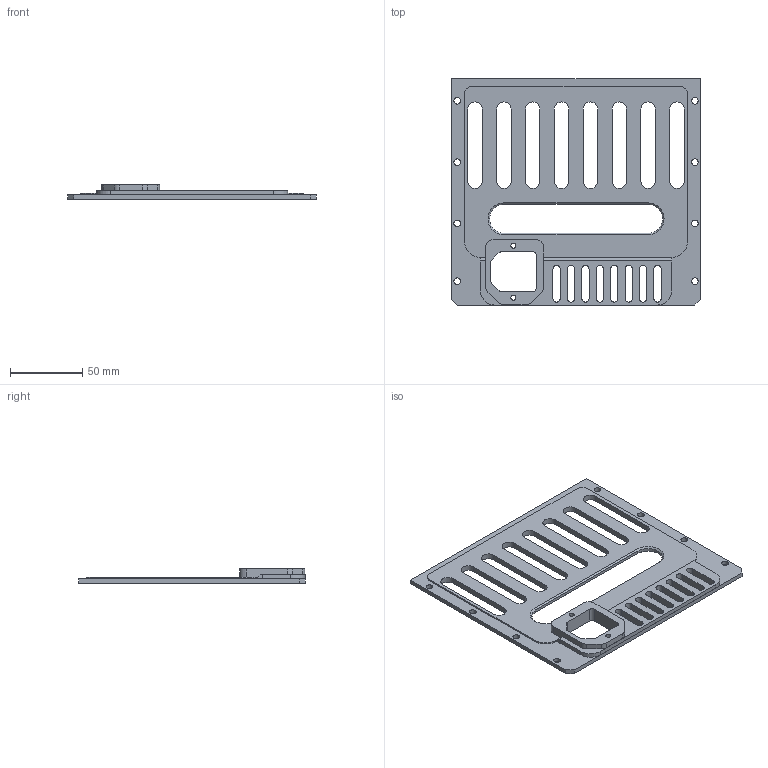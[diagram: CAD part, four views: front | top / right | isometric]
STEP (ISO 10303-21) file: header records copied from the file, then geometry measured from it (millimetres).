
FILE_DESCRIPTION(/* description */ (''),/* implementation_level */ '2;1');
FILE_NAME(/* name */ 'Rear Panel - Socket Only.step',/* time_stamp */ '2022-07-02T08:14:52-05:00',/* author */ (''),/* organization */ (''),/* preprocessor_version */ 'ST-DEVELOPER v19',/* originating_system */ 'Autodesk Translation Framework v11.7.0.108',/* authorisation */ '');
FILE_SCHEMA (('AUTOMOTIVE_DESIGN { 1 0 10303 214 3 1 1 }'));
Length unit declared in the file: millimetre
Products named in the file (1): Rear Panel - Socket Only
Bounding box: 172.55 x 156.8 x 10 mm (x, y, z)
Volume: 77200.4 mm3; surface area: 49352.5 mm2
Topology: 1 solids, 1 shells, 139 faces, 398 edges, 262 vertices
Faces by surface type: plane 73, cylinder 62, cone 4
Full cylindrical faces by diameter (mm): 3.5 x2, 4.6 x8
Entity records: 4705 total; most frequent: DIRECTION 806, CARTESIAN_POINT 800, ORIENTED_EDGE 796, EDGE_CURVE 398, LINE 270, VECTOR 270, AXIS2_PLACEMENT_3D 268, VERTEX_POINT 262
